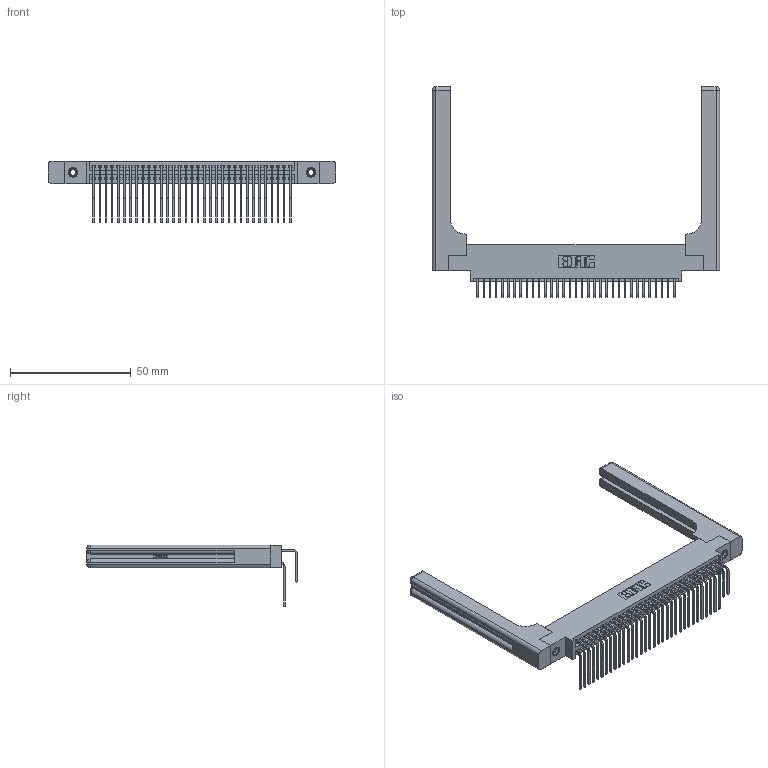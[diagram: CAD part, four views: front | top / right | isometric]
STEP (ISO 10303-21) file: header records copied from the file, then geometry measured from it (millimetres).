
FILE_DESCRIPTION (( 'STEP AP203' ), '1' );
FILE_NAME ('395-066-558-858.STEP', '2019-10-23T21:32:58', ( '' ), ( '' ), 'SwSTEP 2.0', 'SolidWorks 2016', '' );
FILE_SCHEMA (( 'CONFIG_CONTROL_DESIGN' ));
Length unit declared in the file: inch
Products named in the file (6): 345-220-058_345-220-058; 395-066-558-858; 345 Part_0.170 Offset - 0.156 Dia-TH; 345-292-001_558 559 Tail - 1; 345-292-001_558 Tail - 2; 345-250-001_345-250-001-102
Assembly tree (71 placements, depth 2):
  395-066-558-858
    345 Part_0.170 Offset - 0.156 Dia-TH
    345-292-001_558 559 Tail - 1  x33
    345-292-001_558 Tail - 2  x33
    345-250-001_345-250-001-102  x2
    345-220-058_345-220-058  x2
Bounding box: 118.85 x 87.11 x 25.53 mm (x, y, z)
Volume: 20203.8 mm3; surface area: 24155.4 mm2
Topology: 71 solids, 71 shells, 3818 faces, 11249 edges, 7390 vertices
Faces by surface type: plane 2542, cylinder 1216, bspline 36, cone 12, sphere 8, torus 4
Entity records: 34070 total; most frequent: CARTESIAN_POINT 6760, ORIENTED_EDGE 5440, DIRECTION 4876, EDGE_CURVE 2720, VECTOR 2324, LINE 2324, VERTEX_POINT 1802, AXIS2_PLACEMENT_3D 1276
